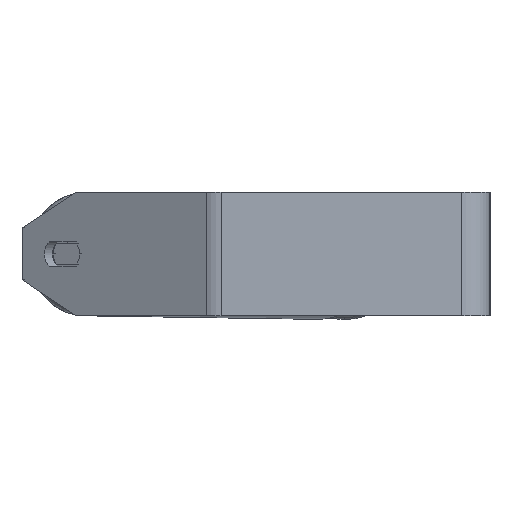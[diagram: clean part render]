
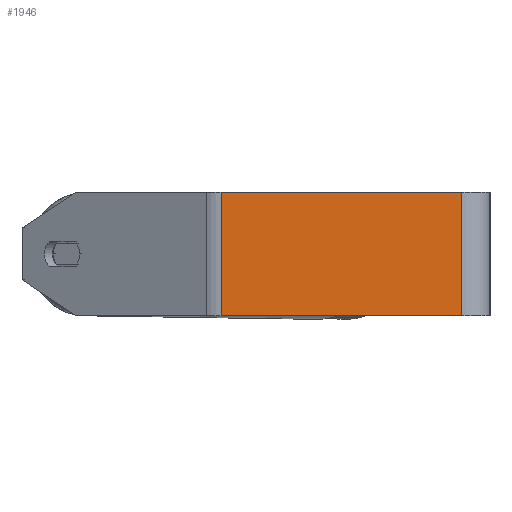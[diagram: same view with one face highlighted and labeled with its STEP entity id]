
A CAD part, left-side view. The second image highlights one B-rep face of the part: STEP entity #1946.
In plain terms, the highlighted planar face has unit normal (-1, 0, 0).
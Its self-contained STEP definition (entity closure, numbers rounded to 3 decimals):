
#227 = CARTESIAN_POINT ( 'NONE',  ( -415., 131.007, -30. ) ) ;
#552 = DIRECTION ( 'NONE',  ( 0., 0., -1. ) ) ;
#1058 = FACE_OUTER_BOUND ( 'NONE', #4105, .T. ) ;
#1107 = DIRECTION ( 'NONE',  ( 0., 1., 0. ) ) ;
#1665 = ORIENTED_EDGE ( 'NONE', *, *, #1727, .T. ) ;
#1727 = EDGE_CURVE ( 'NONE', #4207, #2483, #2281, .T. ) ;
#1946 = ADVANCED_FACE ( 'NONE', ( #1058 ), #2547, .F. ) ;
#1974 = ORIENTED_EDGE ( 'NONE', *, *, #4510, .F. ) ;
#2156 = AXIS2_PLACEMENT_3D ( 'NONE', #3788, #7214, #1107 ) ;
#2281 = LINE ( 'NONE', #6901, #5569 ) ;
#2483 = VERTEX_POINT ( 'NONE', #227 ) ;
#2547 = PLANE ( 'NONE',  #2156 ) ;
#2733 = VERTEX_POINT ( 'NONE', #4597 ) ;
#2919 = LINE ( 'NONE', #6205, #7626 ) ;
#3404 = ORIENTED_EDGE ( 'NONE', *, *, #7979, .T. ) ;
#3576 = DIRECTION ( 'NONE',  ( 0., -1., 0. ) ) ;
#3788 = CARTESIAN_POINT ( 'NONE',  ( -415., 134.758, 30. ) ) ;
#4105 = EDGE_LOOP ( 'NONE', ( #3404, #1974, #7701, #1665 ) ) ;
#4207 = VERTEX_POINT ( 'NONE', #7954 ) ;
#4510 = EDGE_CURVE ( 'NONE', #4934, #2733, #7462, .T. ) ;
#4597 = CARTESIAN_POINT ( 'NONE',  ( -415., 14., -30. ) ) ;
#4694 = CARTESIAN_POINT ( 'NONE',  ( -415., 14., 30. ) ) ;
#4934 = VERTEX_POINT ( 'NONE', #5444 ) ;
#4967 = VECTOR ( 'NONE', #6708, 1000. ) ;
#5444 = CARTESIAN_POINT ( 'NONE',  ( -415., 14., 30. ) ) ;
#5569 = VECTOR ( 'NONE', #8407, 1000. ) ;
#6205 = CARTESIAN_POINT ( 'NONE',  ( -415., 134.758, 30. ) ) ;
#6537 = EDGE_CURVE ( 'NONE', #4207, #4934, #2919, .T. ) ;
#6708 = DIRECTION ( 'NONE',  ( 0., -1., 0. ) ) ;
#6901 = CARTESIAN_POINT ( 'NONE',  ( -415., 131.007, 30. ) ) ;
#7214 = DIRECTION ( 'NONE',  ( 1., 0., 0. ) ) ;
#7462 = LINE ( 'NONE', #4694, #8597 ) ;
#7497 = CARTESIAN_POINT ( 'NONE',  ( -415., 134.758, -30. ) ) ;
#7626 = VECTOR ( 'NONE', #3576, 1000. ) ;
#7701 = ORIENTED_EDGE ( 'NONE', *, *, #6537, .F. ) ;
#7954 = CARTESIAN_POINT ( 'NONE',  ( -415., 131.007, 30. ) ) ;
#7979 = EDGE_CURVE ( 'NONE', #2483, #2733, #8073, .T. ) ;
#8073 = LINE ( 'NONE', #7497, #4967 ) ;
#8407 = DIRECTION ( 'NONE',  ( 0., 0., -1. ) ) ;
#8597 = VECTOR ( 'NONE', #552, 1000. ) ;
